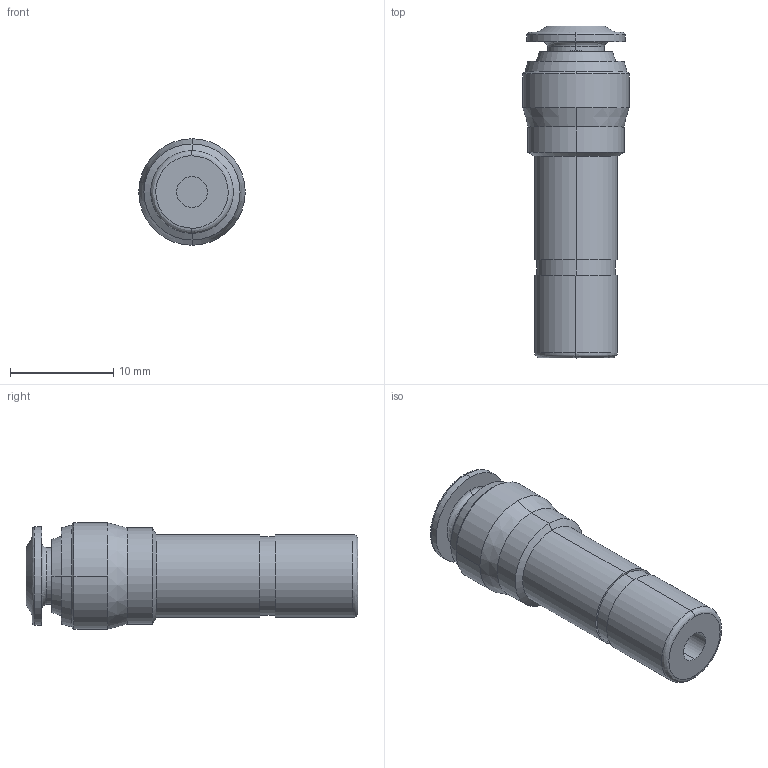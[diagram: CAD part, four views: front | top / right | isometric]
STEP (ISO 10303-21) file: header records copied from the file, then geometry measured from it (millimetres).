
FILE_DESCRIPTION (( 'STEP AP214' ), '1' );
FILE_NAME ('PGJ08-04_ME.STEP', '2018-09-03T13:44:31', ( '' ), ( '' ), 'SwSTEP 2.0', 'SolidWorks 2018', '' );
FILE_SCHEMA (( 'AUTOMOTIVE_DESIGN' ));
Length unit declared in the file: millimetre
Products named in the file (1): PGJ08-04_ME
Bounding box: 10.3 x 32.1 x 10.3 mm (x, y, z)
Volume: 1697.7 mm3; surface area: 1204 mm2
Topology: 1 solids, 1 shells, 56 faces, 130 edges, 82 vertices
Faces by surface type: cylinder 18, cone 16, plane 16, bspline 6
Entity records: 1882 total; most frequent: CARTESIAN_POINT 557, DIRECTION 288, ORIENTED_EDGE 260, EDGE_CURVE 130, AXIS2_PLACEMENT_3D 119, VERTEX_POINT 82, CIRCLE 68, EDGE_LOOP 66
